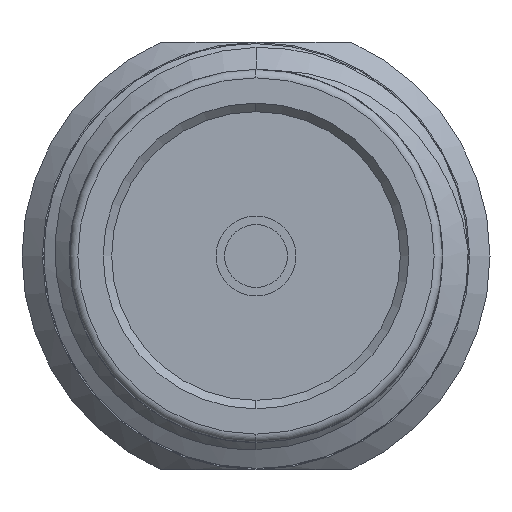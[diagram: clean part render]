
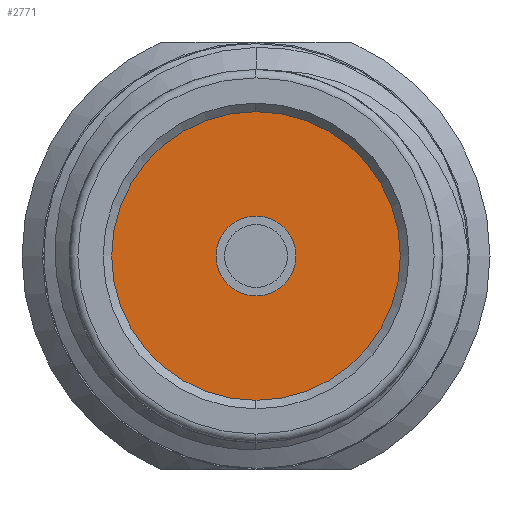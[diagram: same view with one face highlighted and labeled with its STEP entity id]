
A CAD part, left-side view. The second image highlights one B-rep face of the part: STEP entity #2771.
In plain terms, the highlighted planar face has unit normal (-1, 0, 0).
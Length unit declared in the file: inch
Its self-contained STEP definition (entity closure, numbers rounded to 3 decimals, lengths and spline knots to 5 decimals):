
#40 = DIRECTION ( 'NONE',  ( 0., 0., 1. ) ) ;
#179 = EDGE_LOOP ( 'NONE', ( #5335, #7403 ) ) ;
#191 = CARTESIAN_POINT ( 'NONE',  ( 0.195, 0., 0.085 ) ) ;
#338 = CARTESIAN_POINT ( 'NONE',  ( 0.195, 0., 0. ) ) ;
#749 = DIRECTION ( 'NONE',  ( -1., 0., 0. ) ) ;
#752 = CARTESIAN_POINT ( 'NONE',  ( 0.195, 0., 0.0235 ) ) ;
#787 = FACE_OUTER_BOUND ( 'NONE', #2676, .T. ) ;
#1055 = CARTESIAN_POINT ( 'NONE',  ( 0.195, 0., -0.085 ) ) ;
#1336 = DIRECTION ( 'NONE',  ( -1., 0., 0. ) ) ;
#1417 = AXIS2_PLACEMENT_3D ( 'NONE', #338, #2764, #4556 ) ;
#1729 = AXIS2_PLACEMENT_3D ( 'NONE', #2571, #1336, #7501 ) ;
#1814 = VERTEX_POINT ( 'NONE', #191 ) ;
#2556 = CARTESIAN_POINT ( 'NONE',  ( 0.195, 0., 0. ) ) ;
#2571 = CARTESIAN_POINT ( 'NONE',  ( 0.195, 0., 0. ) ) ;
#2581 = CIRCLE ( 'NONE', #4241, 0.085 ) ;
#2604 = PLANE ( 'NONE',  #4594 ) ;
#2664 = ORIENTED_EDGE ( 'NONE', *, *, #3141, .T. ) ;
#2676 = EDGE_LOOP ( 'NONE', ( #2664, #4529 ) ) ;
#2764 = DIRECTION ( 'NONE',  ( -1., 0., 0. ) ) ;
#2771 = ADVANCED_FACE ( 'NONE', ( #5193, #787 ), #2604, .T. ) ;
#3141 = EDGE_CURVE ( 'NONE', #1814, #5700, #7213, .T. ) ;
#3276 = CARTESIAN_POINT ( 'NONE',  ( 0.195, 0., 0. ) ) ;
#4241 = AXIS2_PLACEMENT_3D ( 'NONE', #3276, #5780, #5895 ) ;
#4529 = ORIENTED_EDGE ( 'NONE', *, *, #4564, .T. ) ;
#4556 = DIRECTION ( 'NONE',  ( 0., 0., 1. ) ) ;
#4564 = EDGE_CURVE ( 'NONE', #5700, #1814, #2581, .T. ) ;
#4569 = VERTEX_POINT ( 'NONE', #752 ) ;
#4594 = AXIS2_PLACEMENT_3D ( 'NONE', #6498, #749, #6457 ) ;
#5025 = EDGE_CURVE ( 'NONE', #6245, #4569, #7003, .T. ) ;
#5193 = FACE_BOUND ( 'NONE', #179, .T. ) ;
#5335 = ORIENTED_EDGE ( 'NONE', *, *, #5928, .F. ) ;
#5700 = VERTEX_POINT ( 'NONE', #1055 ) ;
#5780 = DIRECTION ( 'NONE',  ( -1., 0., 0. ) ) ;
#5895 = DIRECTION ( 'NONE',  ( 0., 0., 1. ) ) ;
#5928 = EDGE_CURVE ( 'NONE', #4569, #6245, #6363, .T. ) ;
#6245 = VERTEX_POINT ( 'NONE', #7735 ) ;
#6363 = CIRCLE ( 'NONE', #1417, 0.0235 ) ;
#6457 = DIRECTION ( 'NONE',  ( 0., 0., 1. ) ) ;
#6498 = CARTESIAN_POINT ( 'NONE',  ( 0.195, 0., 0. ) ) ;
#7003 = CIRCLE ( 'NONE', #7532, 0.0235 ) ;
#7213 = CIRCLE ( 'NONE', #1729, 0.085 ) ;
#7403 = ORIENTED_EDGE ( 'NONE', *, *, #5025, .F. ) ;
#7501 = DIRECTION ( 'NONE',  ( 0., 0., 1. ) ) ;
#7525 = DIRECTION ( 'NONE',  ( -1., 0., 0. ) ) ;
#7532 = AXIS2_PLACEMENT_3D ( 'NONE', #2556, #7525, #40 ) ;
#7735 = CARTESIAN_POINT ( 'NONE',  ( 0.195, 0., -0.0235 ) ) ;
